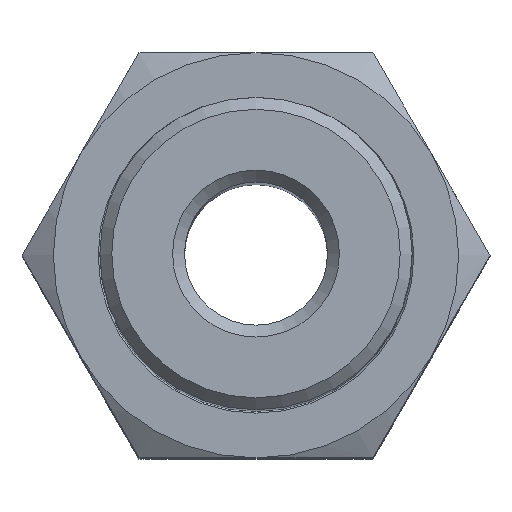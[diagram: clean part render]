
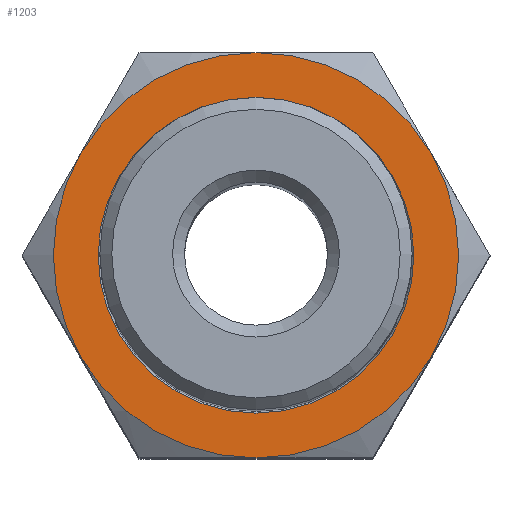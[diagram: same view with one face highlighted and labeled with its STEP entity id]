
A CAD part, top view. The second image highlights one B-rep face of the part: STEP entity #1203.
In plain terms, the highlighted planar face has unit normal (0, 0, 1).
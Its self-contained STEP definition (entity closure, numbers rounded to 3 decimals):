
#56=FACE_BOUND('',#231,.T.);
#67=PLANE('',#1316);
#155=FACE_OUTER_BOUND('',#230,.T.);
#230=EDGE_LOOP('',(#791,#792,#793,#794,#795,#796));
#231=EDGE_LOOP('',(#797));
#380=CIRCLE('',#1282,6.623);
#386=CIRCLE('',#1290,8.5);
#387=CIRCLE('',#1292,8.5);
#388=CIRCLE('',#1294,8.5);
#389=CIRCLE('',#1296,8.5);
#390=CIRCLE('',#1298,8.5);
#391=CIRCLE('',#1300,8.5);
#442=VERTEX_POINT('',#1738);
#449=VERTEX_POINT('',#1755);
#450=VERTEX_POINT('',#1759);
#452=VERTEX_POINT('',#1766);
#454=VERTEX_POINT('',#1776);
#456=VERTEX_POINT('',#1786);
#458=VERTEX_POINT('',#1799);
#551=EDGE_CURVE('',#442,#442,#380,.T.);
#561=EDGE_CURVE('',#449,#450,#386,.T.);
#564=EDGE_CURVE('',#452,#449,#387,.T.);
#567=EDGE_CURVE('',#454,#452,#388,.T.);
#570=EDGE_CURVE('',#456,#454,#389,.T.);
#572=EDGE_CURVE('',#458,#456,#390,.T.);
#575=EDGE_CURVE('',#450,#458,#391,.T.);
#791=ORIENTED_EDGE('',*,*,#575,.T.);
#792=ORIENTED_EDGE('',*,*,#572,.T.);
#793=ORIENTED_EDGE('',*,*,#570,.T.);
#794=ORIENTED_EDGE('',*,*,#567,.T.);
#795=ORIENTED_EDGE('',*,*,#564,.T.);
#796=ORIENTED_EDGE('',*,*,#561,.T.);
#797=ORIENTED_EDGE('',*,*,#551,.F.);
#1203=ADVANCED_FACE('',(#155,#56),#67,.F.);
#1282=AXIS2_PLACEMENT_3D('',#1739,#1422,#1423);
#1290=AXIS2_PLACEMENT_3D('',#1763,#1440,#1441);
#1292=AXIS2_PLACEMENT_3D('',#1773,#1444,#1445);
#1294=AXIS2_PLACEMENT_3D('',#1783,#1448,#1449);
#1296=AXIS2_PLACEMENT_3D('',#1793,#1452,#1453);
#1298=AXIS2_PLACEMENT_3D('',#1800,#1456,#1457);
#1300=AXIS2_PLACEMENT_3D('',#1809,#1460,#1461);
#1316=AXIS2_PLACEMENT_3D('',#1880,#1496,#1497);
#1422=DIRECTION('center_axis',(0.,0.,
1.));
#1423=DIRECTION('ref_axis',(0.5,0.866,0.));
#1440=DIRECTION('center_axis',(0.,0.,
1.));
#1441=DIRECTION('ref_axis',(-0.866,0.5,0.));
#1444=DIRECTION('center_axis',(0.,0.,
1.));
#1445=DIRECTION('ref_axis',(-0.866,0.5,0.));
#1448=DIRECTION('center_axis',(0.,0.,
1.));
#1449=DIRECTION('ref_axis',(-0.866,0.5,0.));
#1452=DIRECTION('center_axis',(0.,0.,
1.));
#1453=DIRECTION('ref_axis',(-0.866,0.5,0.));
#1456=DIRECTION('center_axis',(0.,0.,
1.));
#1457=DIRECTION('ref_axis',(-0.866,0.5,0.));
#1460=DIRECTION('center_axis',(0.,0.,
1.));
#1461=DIRECTION('ref_axis',(-0.866,0.5,0.));
#1496=DIRECTION('center_axis',(0.,0.,
-1.));
#1497=DIRECTION('ref_axis',(0.5,0.866,0.));
#1738=CARTESIAN_POINT('',(-3.311,-5.735,35.5));
#1739=CARTESIAN_POINT('Origin',(0.,0.,
35.5));
#1755=CARTESIAN_POINT('',(0.,8.5,35.5));
#1759=CARTESIAN_POINT('',(-7.361,4.25,35.5));
#1763=CARTESIAN_POINT('Origin',(0.,0.,
35.5));
#1766=CARTESIAN_POINT('',(7.361,4.25,35.5));
#1773=CARTESIAN_POINT('Origin',(0.,0.,
35.5));
#1776=CARTESIAN_POINT('',(7.361,-4.25,35.5));
#1783=CARTESIAN_POINT('Origin',(0.,0.,
35.5));
#1786=CARTESIAN_POINT('',(0.,-8.5,35.5));
#1793=CARTESIAN_POINT('Origin',(0.,0.,
35.5));
#1799=CARTESIAN_POINT('',(-7.361,-4.25,35.5));
#1800=CARTESIAN_POINT('Origin',(0.,0.,
35.5));
#1809=CARTESIAN_POINT('Origin',(0.,0.,
35.5));
#1880=CARTESIAN_POINT('Origin',(0.,0.,
35.5));
